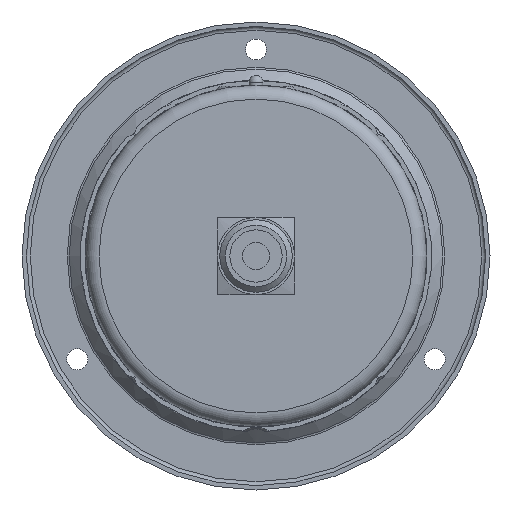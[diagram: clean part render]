
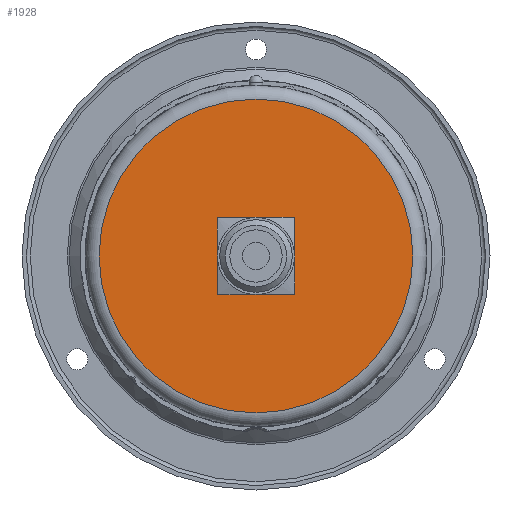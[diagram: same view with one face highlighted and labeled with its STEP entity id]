
A CAD part, front view. The second image highlights one B-rep face of the part: STEP entity #1928.
In plain terms, the highlighted planar face has unit normal (0, -1, 0).
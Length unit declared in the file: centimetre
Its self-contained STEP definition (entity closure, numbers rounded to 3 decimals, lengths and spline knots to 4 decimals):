
#79=FACE_BOUND('',#508,.T.);
#217=LINE('',#3197,#279);
#218=LINE('',#3199,#280);
#219=LINE('',#3201,#281);
#220=LINE('',#3202,#282);
#279=VECTOR('',#2391,1.4);
#280=VECTOR('',#2392,1.4);
#281=VECTOR('',#2393,1.4);
#282=VECTOR('',#2394,1.4);
#380=FACE_OUTER_BOUND('',#507,.T.);
#507=EDGE_LOOP('',(#1333));
#508=EDGE_LOOP('',(#1334,#1335,#1336,#1337));
#704=CIRCLE('',#2097,2.85);
#846=VERTEX_POINT('',#3193);
#847=VERTEX_POINT('',#3195);
#848=VERTEX_POINT('',#3196);
#849=VERTEX_POINT('',#3198);
#850=VERTEX_POINT('',#3200);
#1050=EDGE_CURVE('',#846,#846,#704,.T.);
#1051=EDGE_CURVE('',#847,#848,#217,.T.);
#1052=EDGE_CURVE('',#848,#849,#218,.T.);
#1053=EDGE_CURVE('',#849,#850,#219,.T.);
#1054=EDGE_CURVE('',#850,#847,#220,.T.);
#1333=ORIENTED_EDGE('',*,*,#1050,.T.);
#1334=ORIENTED_EDGE('',*,*,#1051,.T.);
#1335=ORIENTED_EDGE('',*,*,#1052,.T.);
#1336=ORIENTED_EDGE('',*,*,#1053,.T.);
#1337=ORIENTED_EDGE('',*,*,#1054,.T.);
#1788=PLANE('',#2096);
#1928=ADVANCED_FACE('',(#380,#79),#1788,.F.);
#2096=AXIS2_PLACEMENT_3D('',#3192,#2387,#2388);
#2097=AXIS2_PLACEMENT_3D('',#3194,#2389,#2390);
#2387=DIRECTION('center_axis',(0.,1.,0.));
#2388=DIRECTION('ref_axis',(0.,0.,1.));
#2389=DIRECTION('center_axis',(0.,-1.,0.));
#2390=DIRECTION('ref_axis',(1.,0.,0.));
#2391=DIRECTION('',(-1.,0.,0.));
#2392=DIRECTION('',(0.,0.,1.));
#2393=DIRECTION('',(1.,0.,0.));
#2394=DIRECTION('',(0.,0.,-1.));
#3192=CARTESIAN_POINT('Origin',(0.,0.,
0.));
#3193=CARTESIAN_POINT('',(2.85,0.,0.));
#3194=CARTESIAN_POINT('Origin',(0.,0.,0.));
#3195=CARTESIAN_POINT('',(0.7,0.,-0.7));
#3196=CARTESIAN_POINT('',(-0.7,0.,-0.7));
#3197=CARTESIAN_POINT('',(-0.35,0.,-0.7));
#3198=CARTESIAN_POINT('',(-0.7,0.,0.7));
#3199=CARTESIAN_POINT('',(-0.7,0.,0.35));
#3200=CARTESIAN_POINT('',(0.7,0.,0.7));
#3201=CARTESIAN_POINT('',(0.35,0.,0.7));
#3202=CARTESIAN_POINT('',(0.7,0.,-0.35));
